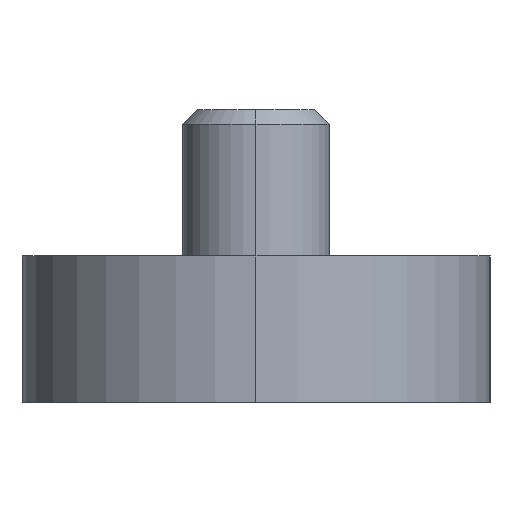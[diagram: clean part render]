
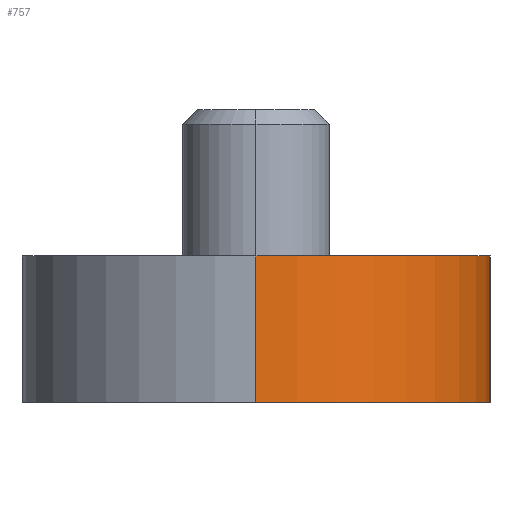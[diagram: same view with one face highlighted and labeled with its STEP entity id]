
A CAD part, left-side view. The second image highlights one B-rep face of the part: STEP entity #757.
In plain terms, the highlighted cylindrical face has radius 8 mm (diameter 16 mm), a partial arc.
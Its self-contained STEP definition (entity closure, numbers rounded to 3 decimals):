
#53 = EDGE_LOOP ( 'NONE', ( #1418, #1144, #562, #979 ) ) ;
#92 = CARTESIAN_POINT ( 'NONE',  ( -132., 0., 0. ) ) ;
#153 = AXIS2_PLACEMENT_3D ( 'NONE', #92, #1521, #1349 ) ;
#187 = CYLINDRICAL_SURFACE ( 'NONE', #563, 8. ) ;
#316 = EDGE_CURVE ( 'NONE', #2027, #1037, #1675, .T. ) ;
#345 = CARTESIAN_POINT ( 'NONE',  ( -140., 0., 0. ) ) ;
#434 = DIRECTION ( 'NONE',  ( 0., 0., 1. ) ) ;
#446 = LINE ( 'NONE', #345, #1391 ) ;
#466 = CIRCLE ( 'NONE', #153, 8. ) ;
#506 = CARTESIAN_POINT ( 'NONE',  ( -132., -8., 0. ) ) ;
#535 = DIRECTION ( 'NONE',  ( 0., 0., -1. ) ) ;
#562 = ORIENTED_EDGE ( 'NONE', *, *, #948, .T. ) ;
#563 = AXIS2_PLACEMENT_3D ( 'NONE', #1270, #1429, #1762 ) ;
#676 = FACE_OUTER_BOUND ( 'NONE', #53, .T. ) ;
#757 = ADVANCED_FACE ( 'NONE', ( #676 ), #187, .T. ) ;
#820 = VECTOR ( 'NONE', #535, 1000. ) ;
#834 = VERTEX_POINT ( 'NONE', #1004 ) ;
#878 = EDGE_CURVE ( 'NONE', #1037, #834, #1260, .T. ) ;
#895 = CARTESIAN_POINT ( 'NONE',  ( -132., -8., 5. ) ) ;
#948 = EDGE_CURVE ( 'NONE', #1252, #834, #466, .T. ) ;
#979 = ORIENTED_EDGE ( 'NONE', *, *, #878, .F. ) ;
#1004 = CARTESIAN_POINT ( 'NONE',  ( -132., -8., 0. ) ) ;
#1037 = VERTEX_POINT ( 'NONE', #895 ) ;
#1144 = ORIENTED_EDGE ( 'NONE', *, *, #1379, .T. ) ;
#1227 = CARTESIAN_POINT ( 'NONE',  ( -132., 0., 5. ) ) ;
#1252 = VERTEX_POINT ( 'NONE', #1783 ) ;
#1260 = LINE ( 'NONE', #506, #820 ) ;
#1270 = CARTESIAN_POINT ( 'NONE',  ( -132., 0., 0. ) ) ;
#1314 = DIRECTION ( 'NONE',  ( 0., 0., -1. ) ) ;
#1349 = DIRECTION ( 'NONE',  ( -1., 0., 0. ) ) ;
#1379 = EDGE_CURVE ( 'NONE', #2027, #1252, #446, .T. ) ;
#1391 = VECTOR ( 'NONE', #1314, 1000. ) ;
#1418 = ORIENTED_EDGE ( 'NONE', *, *, #316, .F. ) ;
#1429 = DIRECTION ( 'NONE',  ( 0., 0., -1. ) ) ;
#1501 = AXIS2_PLACEMENT_3D ( 'NONE', #1227, #434, #1555 ) ;
#1521 = DIRECTION ( 'NONE',  ( 0., 0., 1. ) ) ;
#1555 = DIRECTION ( 'NONE',  ( -1., 0., 0. ) ) ;
#1556 = CARTESIAN_POINT ( 'NONE',  ( -140., 0., 5. ) ) ;
#1675 = CIRCLE ( 'NONE', #1501, 8. ) ;
#1762 = DIRECTION ( 'NONE',  ( -1., 0., 0. ) ) ;
#1783 = CARTESIAN_POINT ( 'NONE',  ( -140., 0., 0. ) ) ;
#2027 = VERTEX_POINT ( 'NONE', #1556 ) ;
